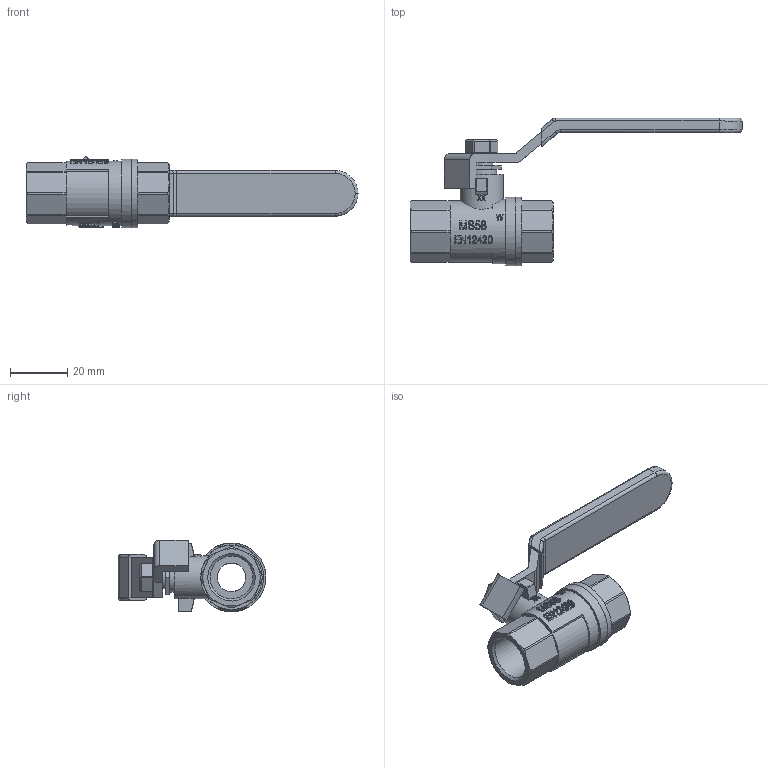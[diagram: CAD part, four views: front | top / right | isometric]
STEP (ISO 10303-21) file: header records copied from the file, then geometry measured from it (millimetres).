
FILE_DESCRIPTION(/* description */ ('Unknown'),/* implementation_level */ '2;1');
FILE_NAME(/* name */ '756-03',/* time_stamp */ '2022-07-27T12:32:13+02:00',/* author */ ('Unknown'),/* organization */ ('Unknown'),/* preprocessor_version */ 'ST-DEVELOPER v16.7',/* originating_system */ 'Solid Edge',/* authorisation */ 'Unknown');
FILE_SCHEMA (('AUTOMOTIVE_DESIGN {1 0 10303 214 3 1 1}'));
Length unit declared in the file: millimetre
Products named in the file (11): 2.756.012; 756B-1_4-3_8-Spindel_zus._oa_0; 756-1_4-Stopfbuchse; 756B-1_4-3_8-Spindel; 756B-3_8-Körper-zus._oa_1; 756B-3_8-Einschraubteil; 756B-3_8 Körper-zus.; Stahlgriff 1_4 - 3_4; Stahlgriff-n; Stahlgriff-u; DIN934-M6.1.1
Assembly tree (10 placements, depth 3):
  2.756.012
    756B-1_4-3_8-Spindel_zus._oa_0
      756-1_4-Stopfbuchse
      756B-1_4-3_8-Spindel
    756B-3_8-Körper-zus._oa_1
      756B-3_8-Einschraubteil
      756B-3_8 Körper-zus.
    Stahlgriff 1_4 - 3_4
      Stahlgriff-n
      Stahlgriff-u
    DIN934-M6.1.1
Bounding box: 116 x 51.6 x 24.96 mm (x, y, z)
Volume: 18934 mm3; surface area: 20059.6 mm2
Topology: 7 solids, 7 shells, 1290 faces, 3575 edges, 2369 vertices
Faces by surface type: plane 1121, cylinder 123, cone 35, bspline 8, sphere 2, torus 1
Full cylindrical faces by diameter (mm): 5 x1, 6.3 x1, 8 x3, 8.1 x1, 9 x1, 10 x3, 10.5 x1, 10.92 x1, 12 x1, 14.95 x3, 15 x1, 16 x2, 18.376 x2, 20 x1, 20.2 x1, 22.5 x1, 24 x2
Entity records: 51770 total; most frequent: CARTESIAN_POINT 8946, DIRECTION 8001, ORIENTED_EDGE 7060, EDGE_CURVE 3530, AXIS2_PLACEMENT_3D 3237, VERTEX_POINT 2362, ELLIPSE 1592, LINE 1527
